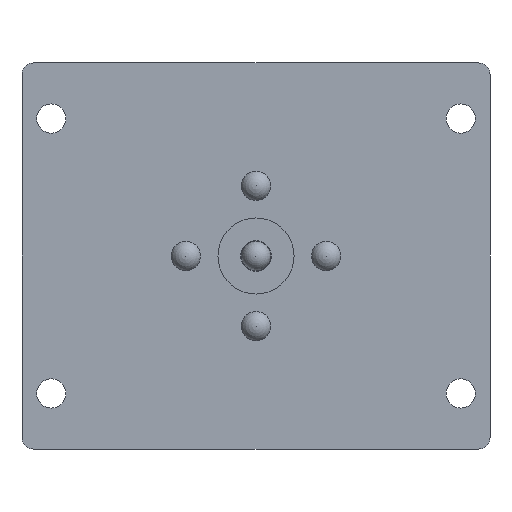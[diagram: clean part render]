
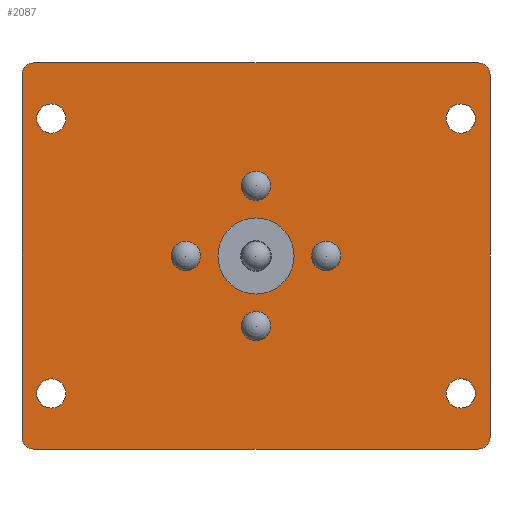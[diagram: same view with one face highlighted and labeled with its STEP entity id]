
A CAD part, left-side view. The second image highlights one B-rep face of the part: STEP entity #2087.
In plain terms, the highlighted face is planar.
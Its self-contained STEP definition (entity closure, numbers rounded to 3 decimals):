
#2087=ADVANCED_FACE('',(#6695,#6697,#6699,#6701,#6703,#6705,#6707,#6709,#6711,#6713),
#6715,.F.);
#6695=FACE_BOUND('',#6696,.T.);
#6696=EDGE_LOOP('',(#11069,#11070,#11071,#11072,#11073,#11074,#11075,#11076));
#6697=FACE_BOUND('',#6698,.T.);
#6698=EDGE_LOOP('',(#11077));
#6699=FACE_BOUND('',#6700,.T.);
#6700=EDGE_LOOP('',(#11078));
#6701=FACE_BOUND('',#6702,.T.);
#6702=EDGE_LOOP('',(#11079));
#6703=FACE_BOUND('',#6704,.T.);
#6704=EDGE_LOOP('',(#11080));
#6705=FACE_BOUND('',#6706,.T.);
#6706=EDGE_LOOP('',(#11081));
#6707=FACE_BOUND('',#6708,.T.);
#6708=EDGE_LOOP('',(#11082));
#6709=FACE_BOUND('',#6710,.T.);
#6710=EDGE_LOOP('',(#11083));
#6711=FACE_BOUND('',#6712,.T.);
#6712=EDGE_LOOP('',(#11084));
#6713=FACE_BOUND('',#6714,.T.);
#6714=EDGE_LOOP('',(#11085));
#6715=PLANE('',#6716);
#6716=AXIS2_PLACEMENT_3D('',#6717,#6718,#6719);
#6717=CARTESIAN_POINT('',(0.,0.,0.));
#6718=DIRECTION('',(0.,1.,0.));
#6719=DIRECTION('',(-1.,0.,0.));
#11069=ORIENTED_EDGE('',*,*,#13085,.F.);
#11070=ORIENTED_EDGE('',*,*,#13086,.F.);
#11071=ORIENTED_EDGE('',*,*,#13087,.F.);
#11072=ORIENTED_EDGE('',*,*,#13088,.F.);
#11073=ORIENTED_EDGE('',*,*,#13089,.F.);
#11074=ORIENTED_EDGE('',*,*,#13090,.F.);
#11075=ORIENTED_EDGE('',*,*,#13091,.F.);
#11076=ORIENTED_EDGE('',*,*,#13092,.F.);
#11077=ORIENTED_EDGE('',*,*,#13093,.T.);
#11078=ORIENTED_EDGE('',*,*,#13094,.T.);
#11079=ORIENTED_EDGE('',*,*,#13095,.T.);
#11080=ORIENTED_EDGE('',*,*,#13096,.T.);
#11081=ORIENTED_EDGE('',*,*,#13097,.T.);
#11082=ORIENTED_EDGE('',*,*,#13098,.T.);
#11083=ORIENTED_EDGE('',*,*,#13099,.T.);
#11084=ORIENTED_EDGE('',*,*,#13100,.T.);
#11085=ORIENTED_EDGE('',*,*,#13101,.T.);
#13085=EDGE_CURVE('',#16060,#16061,#16062,.T.);
#13086=EDGE_CURVE('',#16063,#16060,#16064,.T.);
#13087=EDGE_CURVE('',#16065,#16063,#16066,.T.);
#13088=EDGE_CURVE('',#16067,#16065,#16068,.T.);
#13089=EDGE_CURVE('',#16069,#16067,#16070,.T.);
#13090=EDGE_CURVE('',#16071,#16069,#16072,.T.);
#13091=EDGE_CURVE('',#16073,#16071,#16074,.T.);
#13092=EDGE_CURVE('',#16061,#16073,#16075,.T.);
#13093=EDGE_CURVE('',#16076,#16076,#16077,.T.);
#13094=EDGE_CURVE('',#16078,#16078,#16079,.T.);
#13095=EDGE_CURVE('',#16080,#16080,#16081,.T.);
#13096=EDGE_CURVE('',#16082,#16082,#16083,.T.);
#13097=EDGE_CURVE('',#16084,#16084,#16085,.T.);
#13098=EDGE_CURVE('',#16086,#16086,#16087,.T.);
#13099=EDGE_CURVE('',#16088,#16088,#16089,.T.);
#13100=EDGE_CURVE('',#16090,#16090,#16091,.T.);
#13101=EDGE_CURVE('',#16092,#16092,#16093,.T.);
#16060=VERTEX_POINT('',#23028);
#16061=VERTEX_POINT('',#23029);
#16062=LINE('',#23030,#23031);
#16063=VERTEX_POINT('',#23033);
#16064=CIRCLE('',#23034,2.);
#16065=VERTEX_POINT('',#23038);
#16066=LINE('',#23039,#23040);
#16067=VERTEX_POINT('',#23042);
#16068=CIRCLE('',#23043,2.);
#16069=VERTEX_POINT('',#23047);
#16070=LINE('',#23048,#23049);
#16071=VERTEX_POINT('',#23051);
#16072=CIRCLE('',#23052,2.);
#16073=VERTEX_POINT('',#23056);
#16074=LINE('',#23057,#23058);
#16075=CIRCLE('',#23060,2.);
#16076=VERTEX_POINT('',#23064);
#16077=CIRCLE('',#23065,6.5);
#16078=VERTEX_POINT('',#23069);
#16079=CIRCLE('',#23070,2.5);
#16080=VERTEX_POINT('',#23074);
#16081=CIRCLE('',#23075,2.5);
#16082=VERTEX_POINT('',#23079);
#16083=CIRCLE('',#23080,2.5);
#16084=VERTEX_POINT('',#23084);
#16085=CIRCLE('',#23085,2.5);
#16086=VERTEX_POINT('',#23089);
#16087=CIRCLE('',#23090,1.65);
#16088=VERTEX_POINT('',#23094);
#16089=CIRCLE('',#23095,1.65);
#16090=VERTEX_POINT('',#23099);
#16091=CIRCLE('',#23100,1.65);
#16092=VERTEX_POINT('',#23104);
#16093=CIRCLE('',#23105,1.65);
#23028=CARTESIAN_POINT('',(-38.,0.,33.));
#23029=CARTESIAN_POINT('',(38.,0.,33.));
#23030=CARTESIAN_POINT('',(-38.,0.,33.));
#23031=VECTOR('',#23032,1.);
#23032=DIRECTION('',(1.,0.,0.));
#23033=CARTESIAN_POINT('',(-40.,0.,31.));
#23034=AXIS2_PLACEMENT_3D('',#23035,#23036,#23037);
#23035=CARTESIAN_POINT('',(-38.,0.,31.));
#23036=DIRECTION('',(0.,1.,0.));
#23037=DIRECTION('',(-1.,0.,0.));
#23038=CARTESIAN_POINT('',(-40.,0.,-31.));
#23039=CARTESIAN_POINT('',(-40.,0.,-31.));
#23040=VECTOR('',#23041,1.);
#23041=DIRECTION('',(0.,0.,1.));
#23042=CARTESIAN_POINT('',(-38.,0.,-33.));
#23043=AXIS2_PLACEMENT_3D('',#23044,#23045,#23046);
#23044=CARTESIAN_POINT('',(-38.,0.,-31.));
#23045=DIRECTION('',(0.,1.,0.));
#23046=DIRECTION('',(0.,0.,-1.));
#23047=CARTESIAN_POINT('',(38.,0.,-33.));
#23048=CARTESIAN_POINT('',(38.,0.,-33.));
#23049=VECTOR('',#23050,1.);
#23050=DIRECTION('',(-1.,0.,0.));
#23051=CARTESIAN_POINT('',(40.,0.,-31.));
#23052=AXIS2_PLACEMENT_3D('',#23053,#23054,#23055);
#23053=CARTESIAN_POINT('',(38.,0.,-31.));
#23054=DIRECTION('',(0.,1.,0.));
#23055=DIRECTION('',(1.,0.,0.));
#23056=CARTESIAN_POINT('',(40.,0.,31.));
#23057=CARTESIAN_POINT('',(40.,0.,31.));
#23058=VECTOR('',#23059,1.);
#23059=DIRECTION('',(0.,0.,-1.));
#23060=AXIS2_PLACEMENT_3D('',#23061,#23062,#23063);
#23061=CARTESIAN_POINT('',(38.,0.,31.));
#23062=DIRECTION('',(0.,1.,0.));
#23063=DIRECTION('',(0.,0.,1.));
#23064=CARTESIAN_POINT('',(-6.5,0.,0.));
#23065=AXIS2_PLACEMENT_3D('',#23066,#23067,#23068);
#23066=CARTESIAN_POINT('',(0.,0.,0.));
#23067=DIRECTION('',(0.,1.,0.));
#23068=DIRECTION('',(-1.,0.,0.));
#23069=CARTESIAN_POINT('',(32.5,0.,23.5));
#23070=AXIS2_PLACEMENT_3D('',#23071,#23072,#23073);
#23071=CARTESIAN_POINT('',(35.,0.,23.5));
#23072=DIRECTION('',(0.,1.,0.));
#23073=DIRECTION('',(-1.,0.,0.));
#23074=CARTESIAN_POINT('',(-37.5,0.,23.5));
#23075=AXIS2_PLACEMENT_3D('',#23076,#23077,#23078);
#23076=CARTESIAN_POINT('',(-35.,0.,23.5));
#23077=DIRECTION('',(0.,1.,0.));
#23078=DIRECTION('',(-1.,0.,0.));
#23079=CARTESIAN_POINT('',(32.5,0.,-23.5));
#23080=AXIS2_PLACEMENT_3D('',#23081,#23082,#23083);
#23081=CARTESIAN_POINT('',(35.,0.,-23.5));
#23082=DIRECTION('',(0.,1.,0.));
#23083=DIRECTION('',(-1.,0.,0.));
#23084=CARTESIAN_POINT('',(-37.5,0.,-23.5));
#23085=AXIS2_PLACEMENT_3D('',#23086,#23087,#23088);
#23086=CARTESIAN_POINT('',(-35.,0.,-23.5));
#23087=DIRECTION('',(0.,1.,0.));
#23088=DIRECTION('',(-1.,0.,0.));
#23089=CARTESIAN_POINT('',(-1.65,0.,12.));
#23090=AXIS2_PLACEMENT_3D('',#23091,#23092,#23093);
#23091=CARTESIAN_POINT('',(0.,0.,12.));
#23092=DIRECTION('',(0.,1.,0.));
#23093=DIRECTION('',(-1.,0.,0.));
#23094=CARTESIAN_POINT('',(-13.65,0.,0.));
#23095=AXIS2_PLACEMENT_3D('',#23096,#23097,#23098);
#23096=CARTESIAN_POINT('',(-12.,0.,0.));
#23097=DIRECTION('',(0.,1.,0.));
#23098=DIRECTION('',(-1.,0.,0.));
#23099=CARTESIAN_POINT('',(-1.65,0.,-12.));
#23100=AXIS2_PLACEMENT_3D('',#23101,#23102,#23103);
#23101=CARTESIAN_POINT('',(0.,0.,-12.));
#23102=DIRECTION('',(0.,1.,0.));
#23103=DIRECTION('',(-1.,0.,0.));
#23104=CARTESIAN_POINT('',(10.35,0.,0.));
#23105=AXIS2_PLACEMENT_3D('',#23106,#23107,#23108);
#23106=CARTESIAN_POINT('',(12.,0.,0.));
#23107=DIRECTION('',(0.,1.,0.));
#23108=DIRECTION('',(-1.,0.,0.));
